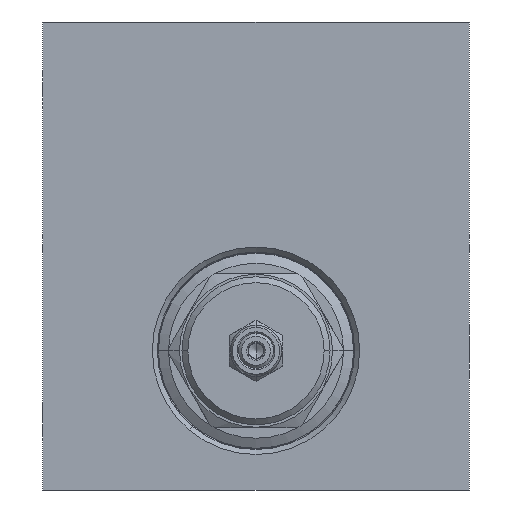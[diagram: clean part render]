
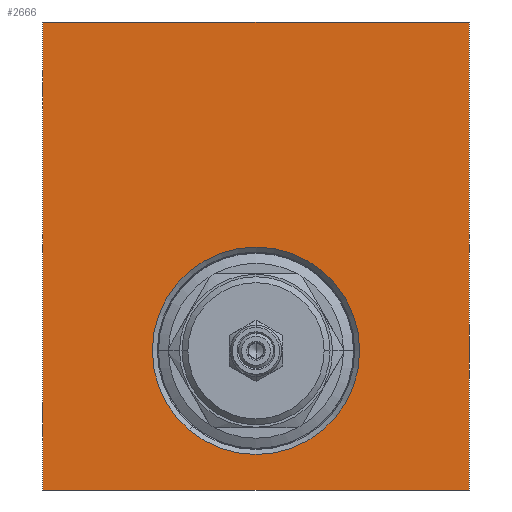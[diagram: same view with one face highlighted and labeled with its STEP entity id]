
A CAD part, front view. The second image highlights one B-rep face of the part: STEP entity #2666.
In plain terms, the highlighted planar face has unit normal (0, -1, 0).
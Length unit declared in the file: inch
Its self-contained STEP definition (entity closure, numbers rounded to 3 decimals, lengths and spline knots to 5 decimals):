
#5=DIRECTION('',(1.,0.,0.));
#6=VECTOR('',#5,4.5);
#7=CARTESIAN_POINT('',(0.,-7.,0.));
#8=LINE('',#7,#6);
#115=DIRECTION('',(0.,0.,1.));
#116=VECTOR('',#115,4.938);
#117=CARTESIAN_POINT('',(4.5,-7.,0.));
#118=LINE('',#117,#116);
#129=DIRECTION('',(0.,0.,1.));
#130=VECTOR('',#129,4.938);
#131=CARTESIAN_POINT('',(0.,-7.,0.));
#132=LINE('',#131,#130);
#133=CARTESIAN_POINT('',(2.25,-7.,1.469));
#134=DIRECTION('',(0.,1.,0.));
#135=DIRECTION('',(-0.643,0.,-0.766));
#136=AXIS2_PLACEMENT_3D('',#133,#134,#135);
#138=CARTESIAN_POINT('',(2.25,-7.,1.469));
#139=DIRECTION('',(0.,1.,0.));
#140=DIRECTION('',(0.643,0.,0.766));
#141=AXIS2_PLACEMENT_3D('',#138,#139,#140);
#155=DIRECTION('',(1.,0.,0.));
#156=VECTOR('',#155,4.5);
#157=CARTESIAN_POINT('',(0.,-7.,4.938));
#158=LINE('',#157,#156);
#2141=CARTESIAN_POINT('',(0.,-7.,0.));
#2143=VERTEX_POINT('',#2141);
#2144=CARTESIAN_POINT('',(4.5,-7.,0.));
#2145=VERTEX_POINT('',#2144);
#2149=CARTESIAN_POINT('',(0.,-7.,4.938));
#2151=VERTEX_POINT('',#2149);
#2152=CARTESIAN_POINT('',(4.5,-7.,4.938));
#2153=VERTEX_POINT('',#2152);
#2314=CARTESIAN_POINT('',(2.95321,-7.,2.30705));
#2316=VERTEX_POINT('',#2314);
#2328=CARTESIAN_POINT('',(1.54679,-7.,0.63095));
#2329=VERTEX_POINT('',#2328);
#2648=CARTESIAN_POINT('',(0.,-7.,0.));
#2649=DIRECTION('',(0.,-1.,0.));
#2650=DIRECTION('',(1.,0.,0.));
#2651=AXIS2_PLACEMENT_3D('',#2648,#2649,#2650);
#2652=PLANE('',#2651);
#2653=ORIENTED_EDGE('',*,*,#2536,.F.);
#2654=ORIENTED_EDGE('',*,*,#2591,.T.);
#2656=ORIENTED_EDGE('',*,*,#2655,.T.);
#2657=ORIENTED_EDGE('',*,*,#2634,.F.);
#2658=EDGE_LOOP('',(#2653,#2654,#2656,#2657));
#2659=FACE_OUTER_BOUND('',#2658,.F.);
#2661=ORIENTED_EDGE('',*,*,#2660,.F.);
#2663=ORIENTED_EDGE('',*,*,#2662,.F.);
#2664=EDGE_LOOP('',(#2661,#2663));
#2665=FACE_BOUND('',#2664,.F.);
#2666=ADVANCED_FACE('',(#2659,#2665),#2652,.T.);
#137=CIRCLE('',#136,1.094);
#142=CIRCLE('',#141,1.094);
#2536=EDGE_CURVE('',#2143,#2145,#8,.T.);
#2591=EDGE_CURVE('',#2143,#2151,#132,.T.);
#2634=EDGE_CURVE('',#2145,#2153,#118,.T.);
#2655=EDGE_CURVE('',#2151,#2153,#158,.T.);
#2660=EDGE_CURVE('',#2329,#2316,#137,.T.);
#2662=EDGE_CURVE('',#2316,#2329,#142,.T.);
